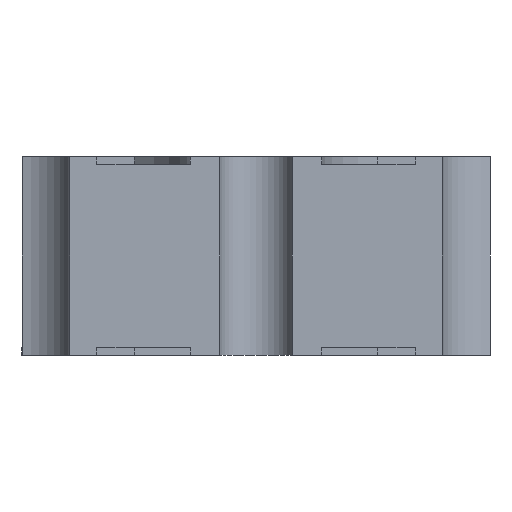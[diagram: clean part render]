
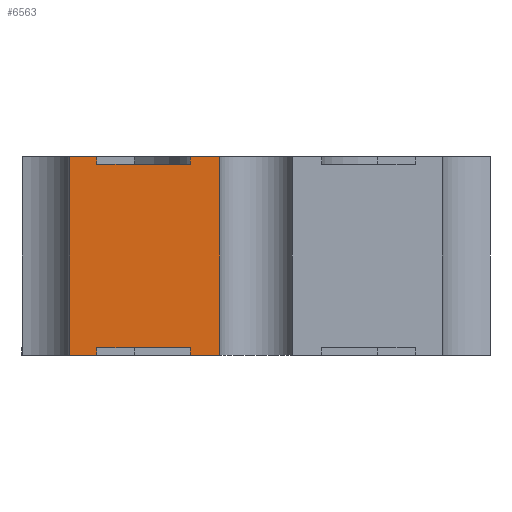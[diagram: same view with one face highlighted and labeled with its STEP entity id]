
A CAD part, left-side view. The second image highlights one B-rep face of the part: STEP entity #6563.
In plain terms, the highlighted planar face has unit normal (-1, 0, 0).
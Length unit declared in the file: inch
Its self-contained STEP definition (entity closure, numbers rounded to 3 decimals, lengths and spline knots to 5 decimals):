
#13 = LINE ( 'NONE', #10324, #9002 ) ;
#18 = LINE ( 'NONE', #3931, #3375 ) ;
#42 = CARTESIAN_POINT ( 'NONE',  ( -0.1, 0.0425, 0.051 ) ) ;
#277 = VERTEX_POINT ( 'NONE', #4699 ) ;
#672 = CARTESIAN_POINT ( 'NONE',  ( -0.1, 0., 0.051 ) ) ;
#740 = DIRECTION ( 'NONE',  ( 0., 1., 0. ) ) ;
#1062 = LINE ( 'NONE', #5890, #11060 ) ;
#1095 = VECTOR ( 'NONE', #12169, 39.37008 ) ;
#1239 = CARTESIAN_POINT ( 'NONE',  ( -0.1, 0.0175, 0.002 ) ) ;
#1314 = FACE_OUTER_BOUND ( 'NONE', #3129, .T. ) ;
#1364 = ORIENTED_EDGE ( 'NONE', *, *, #5668, .T. ) ;
#1458 = ORIENTED_EDGE ( 'NONE', *, *, #1893, .T. ) ;
#1617 = ORIENTED_EDGE ( 'NONE', *, *, #3793, .T. ) ;
#1678 = VECTOR ( 'NONE', #5671, 39.37008 ) ;
#1702 = EDGE_CURVE ( 'NONE', #5347, #1999, #8630, .T. ) ;
#1748 = CARTESIAN_POINT ( 'NONE',  ( -0.1, 0.0425, 0. ) ) ;
#1816 = LINE ( 'NONE', #7484, #1678 ) ;
#1841 = ORIENTED_EDGE ( 'NONE', *, *, #12668, .T. ) ;
#1843 = CARTESIAN_POINT ( 'NONE',  ( -0.1, 0.0497, 0.053 ) ) ;
#1890 = VERTEX_POINT ( 'NONE', #11958 ) ;
#1893 = EDGE_CURVE ( 'NONE', #3810, #1890, #11472, .T. ) ;
#1999 = VERTEX_POINT ( 'NONE', #1748 ) ;
#2157 = EDGE_CURVE ( 'NONE', #11957, #4514, #18, .T. ) ;
#2370 = CARTESIAN_POINT ( 'NONE',  ( -0.1, 0.0425, 0.051 ) ) ;
#2397 = CARTESIAN_POINT ( 'NONE',  ( -0.1, 0.0497, 0.002 ) ) ;
#2492 = LINE ( 'NONE', #5454, #8055 ) ;
#2839 = DIRECTION ( 'NONE',  ( 0., -1., 0. ) ) ;
#2893 = CARTESIAN_POINT ( 'NONE',  ( -0.1, 0.00968, 0.053 ) ) ;
#3129 = EDGE_LOOP ( 'NONE', ( #11504, #1841, #11526, #1364, #8601, #7699, #10516, #1617, #1458, #4673, #11334, #8296 ) ) ;
#3375 = VECTOR ( 'NONE', #7869, 39.37008 ) ;
#3433 = LINE ( 'NONE', #10328, #9627 ) ;
#3491 = LINE ( 'NONE', #2397, #6649 ) ;
#3793 = EDGE_CURVE ( 'NONE', #277, #3810, #10968, .T. ) ;
#3810 = VERTEX_POINT ( 'NONE', #11352 ) ;
#3931 = CARTESIAN_POINT ( 'NONE',  ( -0.1, 0.00968, 0.002 ) ) ;
#3956 = DIRECTION ( 'NONE',  ( 0., 1., 0. ) ) ;
#4085 = VECTOR ( 'NONE', #11339, 39.37008 ) ;
#4295 = CARTESIAN_POINT ( 'NONE',  ( -0.1, 0.0425, 0.053 ) ) ;
#4491 = DIRECTION ( 'NONE',  ( 0., 1., 0. ) ) ;
#4514 = VERTEX_POINT ( 'NONE', #8354 ) ;
#4673 = ORIENTED_EDGE ( 'NONE', *, *, #5848, .T. ) ;
#4690 = CARTESIAN_POINT ( 'NONE',  ( -0.1, 0.00968, 0. ) ) ;
#4699 = CARTESIAN_POINT ( 'NONE',  ( -0.1, 0.0425, 0.002 ) ) ;
#5171 = PLANE ( 'NONE',  #10460 ) ;
#5193 = VECTOR ( 'NONE', #740, 39.37008 ) ;
#5279 = CARTESIAN_POINT ( 'NONE',  ( -0.1, 0.0175, 0.053 ) ) ;
#5347 = VERTEX_POINT ( 'NONE', #6409 ) ;
#5427 = VERTEX_POINT ( 'NONE', #1843 ) ;
#5454 = CARTESIAN_POINT ( 'NONE',  ( -0.1, 0., 0.053 ) ) ;
#5455 = DIRECTION ( 'NONE',  ( 0., -1., 0. ) ) ;
#5535 = CARTESIAN_POINT ( 'NONE',  ( -0.1, 0.0175, 0.002 ) ) ;
#5668 = EDGE_CURVE ( 'NONE', #9542, #5427, #1062, .T. ) ;
#5671 = DIRECTION ( 'NONE',  ( 0., 0., 1. ) ) ;
#5848 = EDGE_CURVE ( 'NONE', #1890, #4514, #13, .T. ) ;
#5879 = VERTEX_POINT ( 'NONE', #11013 ) ;
#5890 = CARTESIAN_POINT ( 'NONE',  ( -0.1, 0., 0.053 ) ) ;
#6139 = DIRECTION ( 'NONE',  ( 0., 0., -1. ) ) ;
#6329 = DIRECTION ( 'NONE',  ( 0., 0., -1. ) ) ;
#6409 = CARTESIAN_POINT ( 'NONE',  ( -0.1, 0.0497, 0. ) ) ;
#6563 = ADVANCED_FACE ( 'NONE', ( #1314 ), #5171, .F. ) ;
#6566 = EDGE_CURVE ( 'NONE', #277, #1999, #3433, .T. ) ;
#6649 = VECTOR ( 'NONE', #6329, 39.37008 ) ;
#7484 = CARTESIAN_POINT ( 'NONE',  ( -0.1, 0.0175, 0.051 ) ) ;
#7699 = ORIENTED_EDGE ( 'NONE', *, *, #1702, .T. ) ;
#7869 = DIRECTION ( 'NONE',  ( 0., 0., -1. ) ) ;
#8055 = VECTOR ( 'NONE', #4491, 39.37008 ) ;
#8243 = LINE ( 'NONE', #2370, #1095 ) ;
#8296 = ORIENTED_EDGE ( 'NONE', *, *, #8766, .T. ) ;
#8354 = CARTESIAN_POINT ( 'NONE',  ( -0.1, 0.00968, 0. ) ) ;
#8601 = ORIENTED_EDGE ( 'NONE', *, *, #12549, .T. ) ;
#8630 = LINE ( 'NONE', #4690, #9025 ) ;
#8766 = EDGE_CURVE ( 'NONE', #11957, #11780, #2492, .T. ) ;
#9002 = VECTOR ( 'NONE', #2839, 39.37008 ) ;
#9025 = VECTOR ( 'NONE', #5455, 39.37008 ) ;
#9095 = DIRECTION ( 'NONE',  ( 0., -1., 0. ) ) ;
#9358 = EDGE_CURVE ( 'NONE', #5879, #11780, #1816, .T. ) ;
#9542 = VERTEX_POINT ( 'NONE', #4295 ) ;
#9627 = VECTOR ( 'NONE', #6139, 39.37008 ) ;
#9778 = VECTOR ( 'NONE', #9095, 39.37008 ) ;
#10020 = VERTEX_POINT ( 'NONE', #42 ) ;
#10073 = DIRECTION ( 'NONE',  ( 0., 0., -1. ) ) ;
#10324 = CARTESIAN_POINT ( 'NONE',  ( -0.1, 0.00968, 0. ) ) ;
#10328 = CARTESIAN_POINT ( 'NONE',  ( -0.1, 0.0425, 0.002 ) ) ;
#10460 = AXIS2_PLACEMENT_3D ( 'NONE', #11167, #11303, #10073 ) ;
#10498 = EDGE_CURVE ( 'NONE', #10020, #9542, #8243, .T. ) ;
#10516 = ORIENTED_EDGE ( 'NONE', *, *, #6566, .F. ) ;
#10715 = LINE ( 'NONE', #672, #5193 ) ;
#10968 = LINE ( 'NONE', #1239, #9778 ) ;
#11013 = CARTESIAN_POINT ( 'NONE',  ( -0.1, 0.0175, 0.051 ) ) ;
#11060 = VECTOR ( 'NONE', #3956, 39.37008 ) ;
#11167 = CARTESIAN_POINT ( 'NONE',  ( -0.1, 0.00968, 0.002 ) ) ;
#11303 = DIRECTION ( 'NONE',  ( 1., 0., 0. ) ) ;
#11334 = ORIENTED_EDGE ( 'NONE', *, *, #2157, .F. ) ;
#11339 = DIRECTION ( 'NONE',  ( 0., 0., -1. ) ) ;
#11352 = CARTESIAN_POINT ( 'NONE',  ( -0.1, 0.0175, 0.002 ) ) ;
#11472 = LINE ( 'NONE', #5535, #4085 ) ;
#11504 = ORIENTED_EDGE ( 'NONE', *, *, #9358, .F. ) ;
#11526 = ORIENTED_EDGE ( 'NONE', *, *, #10498, .T. ) ;
#11780 = VERTEX_POINT ( 'NONE', #5279 ) ;
#11957 = VERTEX_POINT ( 'NONE', #2893 ) ;
#11958 = CARTESIAN_POINT ( 'NONE',  ( -0.1, 0.0175, 0. ) ) ;
#12169 = DIRECTION ( 'NONE',  ( 0., 0., 1. ) ) ;
#12549 = EDGE_CURVE ( 'NONE', #5427, #5347, #3491, .T. ) ;
#12668 = EDGE_CURVE ( 'NONE', #5879, #10020, #10715, .T. ) ;
